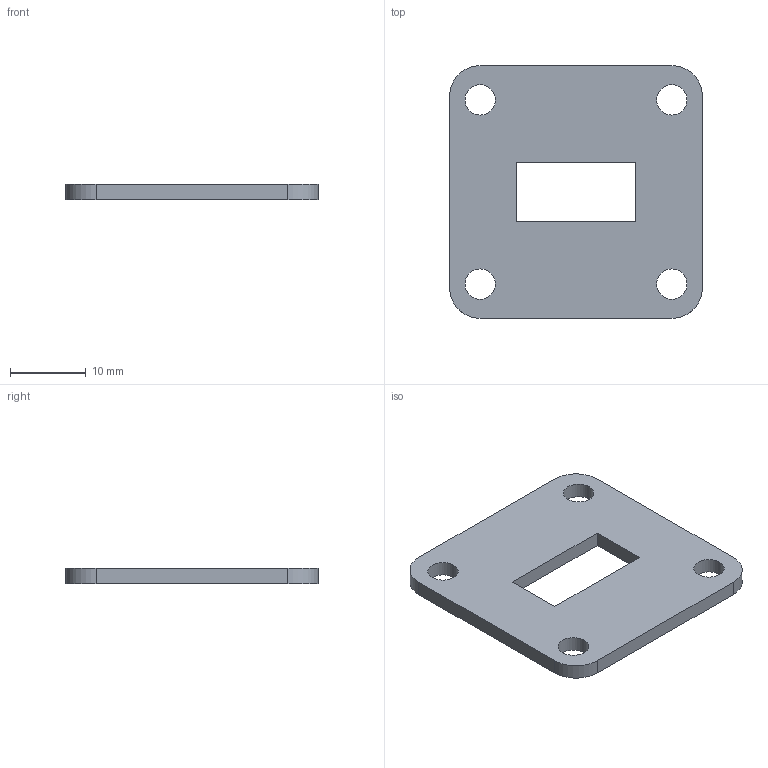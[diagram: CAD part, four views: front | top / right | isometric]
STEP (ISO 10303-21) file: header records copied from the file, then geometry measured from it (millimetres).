
FILE_DESCRIPTION (( 'STEP AP203' ), '1' );
FILE_NAME ('FMW62FS2_3D.step', '2022-04-12T16:52:18', ( '' ), ( '' ), 'SwSTEP 2.0', 'SolidWorks 2021', '' );
FILE_SCHEMA (( 'CONFIG_CONTROL_DESIGN' ));
Length unit declared in the file: inch
Products named in the file (1): FMW62FS2_3D
Bounding box: 33.3 x 33.3 x 2 mm (x, y, z)
Volume: 1840.2 mm3; surface area: 2288.2 mm2
Topology: 1 solids, 1 shells, 18 faces, 48 edges, 32 vertices
Faces by surface type: plane 10, cylinder 8
Full cylindrical faces by diameter (mm): 4 x4
Entity records: 647 total; most frequent: DIRECTION 98, CARTESIAN_POINT 95, ORIENTED_EDGE 88, EDGE_CURVE 44, AXIS2_PLACEMENT_3D 35, EDGE_LOOP 32, VERTEX_POINT 32, VECTOR 28
